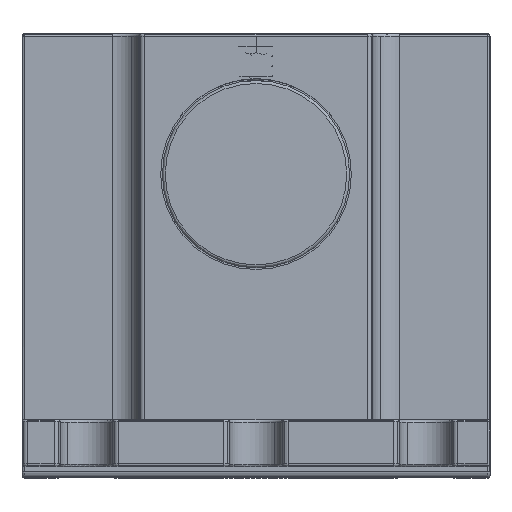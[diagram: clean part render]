
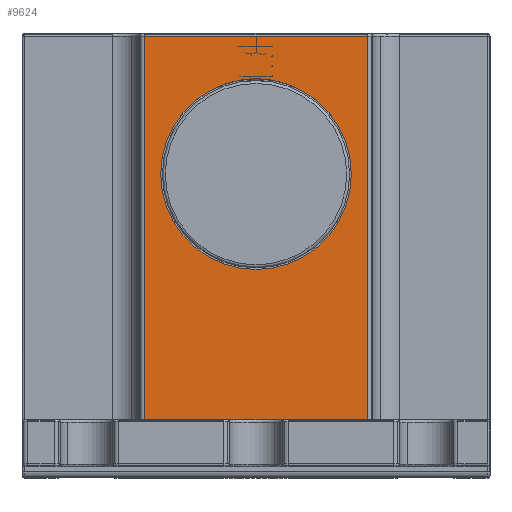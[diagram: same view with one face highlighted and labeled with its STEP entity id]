
A CAD part, top view. The second image highlights one B-rep face of the part: STEP entity #9624.
In plain terms, the highlighted planar face has unit normal (0, 0, 1).
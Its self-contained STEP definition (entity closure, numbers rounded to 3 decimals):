
#566=PLANE('',#10305);
#774=CIRCLE('',#10306,8.15);
#1349=VECTOR('',#17722,1.);
#1362=VECTOR('',#17774,1.);
#1363=VECTOR('',#17775,1.);
#1364=VECTOR('',#17776,1.);
#1947=LINE('',#11684,#1349);
#1960=LINE('',#11738,#1362);
#1961=LINE('',#11740,#1363);
#1962=LINE('',#11742,#1364);
#2570=VERTEX_POINT('',#11677);
#2574=VERTEX_POINT('',#11685);
#2592=VERTEX_POINT('',#11737);
#2593=VERTEX_POINT('',#11739);
#2594=VERTEX_POINT('',#11741);
#3634=EDGE_CURVE('',#2570,#2574,#1947,.T.);
#3665=EDGE_CURVE('',#2592,#2592,#774,.T.);
#3666=EDGE_CURVE('',#2593,#2570,#1960,.T.);
#3667=EDGE_CURVE('',#2593,#2594,#1961,.T.);
#3668=EDGE_CURVE('',#2574,#2594,#1962,.T.);
#5286=ORIENTED_EDGE('',*,*,#3665,.T.);
#5287=ORIENTED_EDGE('',*,*,#3634,.F.);
#5288=ORIENTED_EDGE('',*,*,#3666,.F.);
#5289=ORIENTED_EDGE('',*,*,#3667,.T.);
#5290=ORIENTED_EDGE('',*,*,#3668,.F.);
#8257=EDGE_LOOP('',(#5286));
#8258=EDGE_LOOP('',(#5287,#5288,#5289,#5290));
#8942=FACE_BOUND('',#8257,.T.);
#8943=FACE_BOUND('',#8258,.T.);
#9624=ADVANCED_FACE('',(#8942,#8943),#566,.T.);
#10305=AXIS2_PLACEMENT_3D('',#11735,#17771,$);
#10306=AXIS2_PLACEMENT_3D('',#11736,#17772,#17773);
#11677=CARTESIAN_POINT('',(10.5,23.8,544.75));
#11684=CARTESIAN_POINT('',(10.5,23.8,544.75));
#11685=CARTESIAN_POINT('',(29.5,23.8,544.75));
#11735=CARTESIAN_POINT('',(20.,5.5,544.75));
#11736=CARTESIAN_POINT('',(20.,12.,544.75));
#11737=CARTESIAN_POINT('',(28.15,12.,544.75));
#11738=CARTESIAN_POINT('',(10.5,-9.,544.75));
#11739=CARTESIAN_POINT('',(10.5,-9.,544.75));
#11740=CARTESIAN_POINT('',(10.5,-9.,544.75));
#11741=CARTESIAN_POINT('',(29.5,-9.,544.75));
#11742=CARTESIAN_POINT('',(29.5,23.8,544.75));
#17722=DIRECTION('',(1.,0.,0.));
#17771=DIRECTION('',(0.,0.,1.));
#17772=DIRECTION('',(0.,0.,-1.));
#17773=DIRECTION('',(8.15,0.,0.));
#17774=DIRECTION('',(0.,1.,0.));
#17775=DIRECTION('',(1.,0.,0.));
#17776=DIRECTION('',(0.,-1.,0.));
